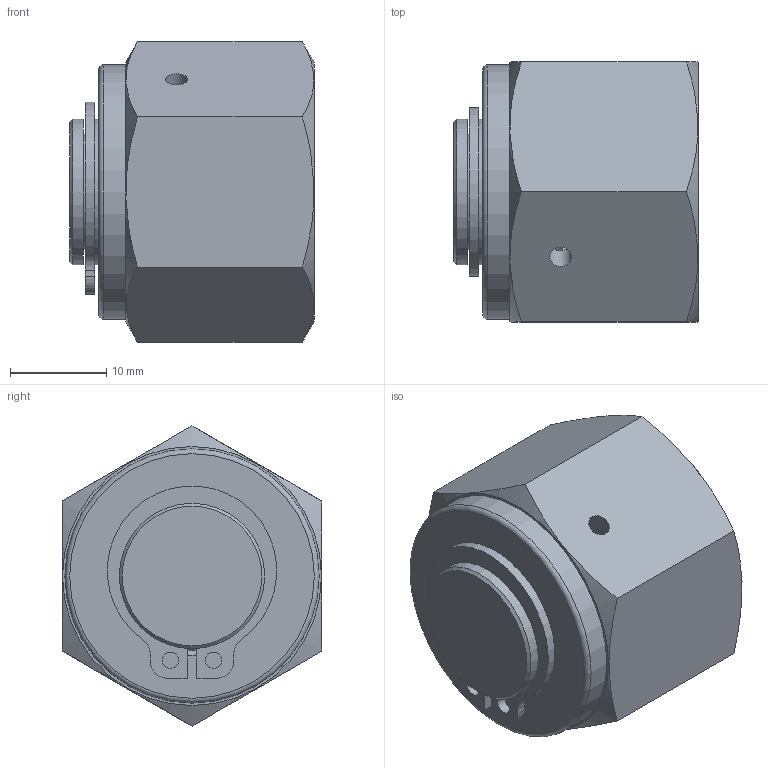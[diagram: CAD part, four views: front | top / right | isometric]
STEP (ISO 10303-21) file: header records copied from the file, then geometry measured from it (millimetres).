
FILE_DESCRIPTION(/* description */ (''),/* implementation_level */ '2;1');
FILE_NAME(/* name */ 'SM8CP.stp',/* time_stamp */ '2025-03-10T14:20:56+09:00',/* author */ ('user'),/* organization */ (''),/* preprocessor_version */ 'ST-DEVELOPER v20',/* originating_system */ 'Autodesk Inventor 2022',/* authorisation */ '');
FILE_SCHEMA (('AUTOMOTIVE_DESIGN { 1 0 10303 214 3 1 1 }'));
Length unit declared in the file: millimetre
Products named in the file (4): SM8CP; CP-8; SM8FN; SNR-CS-15
Assembly tree (3 placements, depth 2):
  SM8CP
    CP-8
    SM8FN
    SNR-CS-15
Bounding box: 25.4 x 27 x 31.18 mm (x, y, z)
Volume: 8985.7 mm3; surface area: 5878.7 mm2
Topology: 3 solids, 3 shells, 63 faces, 140 edges, 90 vertices
Faces by surface type: plane 25, cylinder 20, cone 9, torus 9
Full cylindrical faces by diameter (mm): 1.7 x2, 2.3 x2, 12 x1, 13.9 x1, 15.1 x2, 15.5 x1, 18.8 x1, 20.3 x1, 20.7 x1, 23 x1, 26.4 x1
Entity records: 1991 total; most frequent: CARTESIAN_POINT 390, DIRECTION 339, ORIENTED_EDGE 280, AXIS2_PLACEMENT_3D 143, EDGE_CURVE 140, VERTEX_POINT 90, EDGE_LOOP 80, CIRCLE 73
